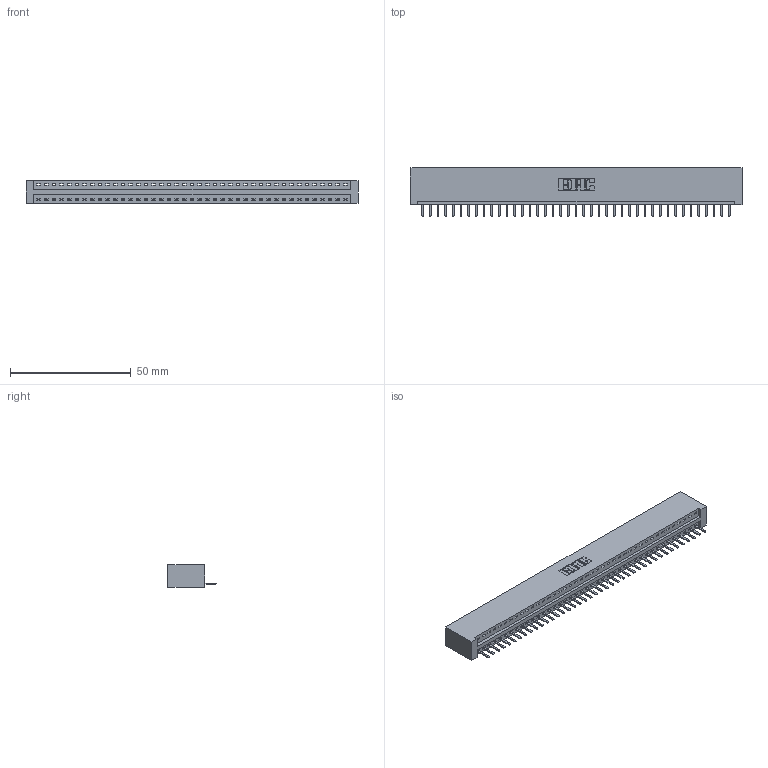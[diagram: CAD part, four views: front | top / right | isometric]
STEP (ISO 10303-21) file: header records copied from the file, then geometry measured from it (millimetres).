
FILE_DESCRIPTION (( 'STEP AP203' ), '1' );
FILE_NAME ('396-041-520-101.STEP', '2018-09-06T22:10:21', ( '' ), ( '' ), 'SwSTEP 2.0', 'SolidWorks 2016', '' );
FILE_SCHEMA (( 'CONFIG_CONTROL_DESIGN' ));
Length unit declared in the file: inch
Products named in the file (3): 346 Part_No Mounting Lugs; 345-292-001_345-293-120; 396-041-520-101
Assembly tree (42 placements, depth 2):
  396-041-520-101
    346 Part_No Mounting Lugs
    345-292-001_345-293-120  x41
Bounding box: 137.41 x 20.02 x 9.4 mm (x, y, z)
Volume: 13578.1 mm3; surface area: 16641.5 mm2
Topology: 42 solids, 42 shells, 2656 faces, 7849 edges, 5122 vertices
Faces by surface type: plane 1794, cylinder 862
Entity records: 25417 total; most frequent: CARTESIAN_POINT 4375, ORIENTED_EDGE 4338, DIRECTION 3843, EDGE_CURVE 2169, VECTOR 1877, LINE 1877, VERTEX_POINT 1442, AXIS2_PLACEMENT_3D 983
